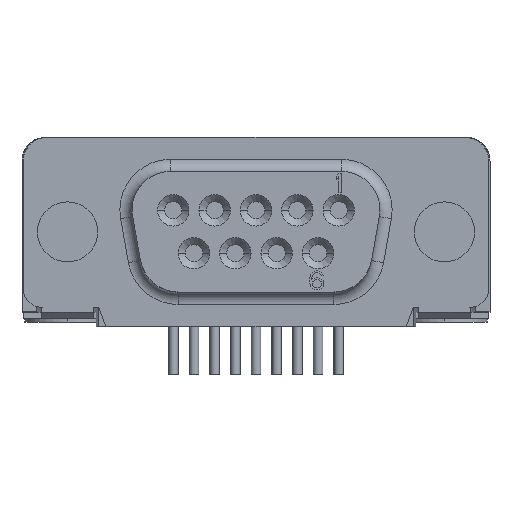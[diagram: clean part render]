
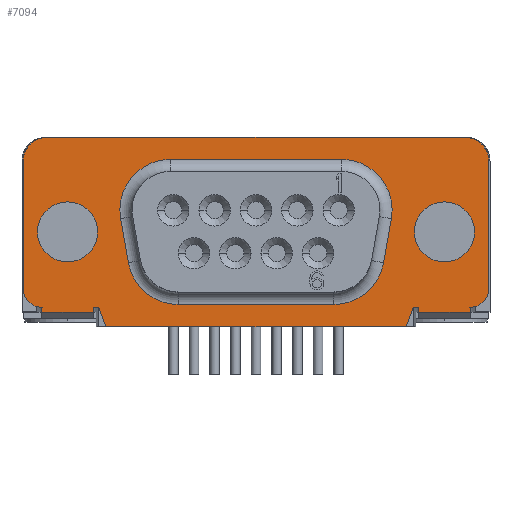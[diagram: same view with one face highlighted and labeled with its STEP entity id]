
A CAD part, top view. The second image highlights one B-rep face of the part: STEP entity #7094.
In plain terms, the highlighted planar face has unit normal (0, 0, 1).
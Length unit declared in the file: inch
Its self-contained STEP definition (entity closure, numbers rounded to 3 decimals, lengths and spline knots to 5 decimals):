
#182=DIRECTION('',(0.,-1.,0.));
#183=VECTOR('',#182,0.013);
#184=CARTESIAN_POINT('',(-0.4245,0.05,0.));
#185=LINE('',#184,#183);
#1185=DIRECTION('',(0.,-1.,0.));
#1186=VECTOR('',#1185,0.013);
#1187=CARTESIAN_POINT('',(0.4245,0.05,0.));
#1188=LINE('',#1187,#1186);
#1221=CARTESIAN_POINT('',(-0.558,0.1,0.));
#1222=DIRECTION('',(0.,0.,1.));
#1223=DIRECTION('',(-1.,0.,0.));
#1224=AXIS2_PLACEMENT_3D('',#1221,#1222,#1223);
#1226=DIRECTION('',(0.,-1.,0.));
#1227=VECTOR('',#1226,0.332);
#1228=CARTESIAN_POINT('',(-0.608,0.432,0.));
#1229=LINE('',#1228,#1227);
#1230=CARTESIAN_POINT('',(-0.546,0.432,0.));
#1231=DIRECTION('',(0.,0.,1.));
#1232=DIRECTION('',(0.,1.,0.));
#1233=AXIS2_PLACEMENT_3D('',#1230,#1231,#1232);
#1235=DIRECTION('',(-1.,0.,0.));
#1236=VECTOR('',#1235,1.092);
#1237=CARTESIAN_POINT('',(0.546,0.494,0.));
#1238=LINE('',#1237,#1236);
#1239=CARTESIAN_POINT('',(0.546,0.432,0.));
#1240=DIRECTION('',(0.,0.,1.));
#1241=DIRECTION('',(1.,0.,0.));
#1242=AXIS2_PLACEMENT_3D('',#1239,#1240,#1241);
#1244=DIRECTION('',(0.,1.,0.));
#1245=VECTOR('',#1244,0.332);
#1246=CARTESIAN_POINT('',(0.608,0.1,0.));
#1247=LINE('',#1246,#1245);
#1248=CARTESIAN_POINT('',(0.558,0.1,0.));
#1249=DIRECTION('',(0.,0.,1.));
#1250=DIRECTION('',(0.03,-1.,0.));
#1251=AXIS2_PLACEMENT_3D('',#1248,#1249,#1250);
#1253=DIRECTION('',(-1.,0.,0.));
#1254=VECTOR('',#1253,0.014);
#1255=CARTESIAN_POINT('',(0.4245,0.05,0.));
#1256=LINE('',#1255,#1254);
#1257=DIRECTION('',(-0.342,-0.94,0.));
#1258=VECTOR('',#1257,0.05321);
#1259=CARTESIAN_POINT('',(0.4105,0.05,0.));
#1260=LINE('',#1259,#1258);
#1261=DIRECTION('',(1.,0.,0.));
#1262=VECTOR('',#1261,0.7846);
#1263=CARTESIAN_POINT('',(-0.3923,0.,0.));
#1264=LINE('',#1263,#1262);
#1265=DIRECTION('',(-0.342,0.94,0.));
#1266=VECTOR('',#1265,0.05321);
#1267=CARTESIAN_POINT('',(-0.3923,0.,0.));
#1268=LINE('',#1267,#1266);
#1269=DIRECTION('',(-1.,0.,0.));
#1270=VECTOR('',#1269,0.014);
#1271=CARTESIAN_POINT('',(-0.4105,0.05,0.));
#1272=LINE('',#1271,#1270);
#1273=CARTESIAN_POINT('',(0.492,0.247,0.));
#1274=DIRECTION('',(0.,0.,1.));
#1275=DIRECTION('',(1.,0.,0.));
#1276=AXIS2_PLACEMENT_3D('',#1273,#1274,#1275);
#1278=CARTESIAN_POINT('',(0.492,0.247,0.));
#1279=DIRECTION('',(0.,0.,1.));
#1280=DIRECTION('',(-1.,0.,0.));
#1281=AXIS2_PLACEMENT_3D('',#1278,#1279,#1280);
#1283=CARTESIAN_POINT('',(-0.492,0.247,0.));
#1284=DIRECTION('',(0.,0.,1.));
#1285=DIRECTION('',(1.,0.,0.));
#1286=AXIS2_PLACEMENT_3D('',#1283,#1284,#1285);
#1288=CARTESIAN_POINT('',(-0.492,0.247,0.));
#1289=DIRECTION('',(0.,0.,1.));
#1290=DIRECTION('',(-1.,0.,0.));
#1291=AXIS2_PLACEMENT_3D('',#1288,#1289,#1290);
#2422=DIRECTION('',(0.,-1.,0.));
#2423=VECTOR('',#2422,0.01301);
#2424=CARTESIAN_POINT('',(0.5595,0.05001,0.));
#2425=LINE('',#2424,#2423);
#2510=DIRECTION('',(1.,0.,0.));
#2511=VECTOR('',#2510,0.135);
#2512=CARTESIAN_POINT('',(0.4245,0.037,0.));
#2513=LINE('',#2512,#2511);
#2550=DIRECTION('',(0.,-1.,0.));
#2551=VECTOR('',#2550,0.01301);
#2552=CARTESIAN_POINT('',(-0.5595,0.05001,0.));
#2553=LINE('',#2552,#2551);
#2570=DIRECTION('',(1.,0.,0.));
#2571=VECTOR('',#2570,0.135);
#2572=CARTESIAN_POINT('',(-0.5595,0.037,0.));
#2573=LINE('',#2572,#2571);
#2718=DIRECTION('',(-1.,0.,0.));
#2719=VECTOR('',#2718,0.447);
#2720=CARTESIAN_POINT('',(0.2235,0.4365,0.));
#2721=LINE('',#2720,#2719);
#2731=CARTESIAN_POINT('',(0.2235,0.3045,0.));
#2732=DIRECTION('',(0.,0.,1.));
#2733=DIRECTION('',(0.985,-0.174,0.));
#2734=AXIS2_PLACEMENT_3D('',#2731,#2732,#2733);
#2746=DIRECTION('',(0.174,0.985,0.));
#2747=VECTOR('',#2746,0.11677);
#2748=CARTESIAN_POINT('',(0.33322,0.16658,0.));
#2749=LINE('',#2748,#2747);
#2759=CARTESIAN_POINT('',(0.20322,0.1895,0.));
#2760=DIRECTION('',(0.,0.,1.));
#2761=DIRECTION('',(0.,-1.,0.));
#2762=AXIS2_PLACEMENT_3D('',#2759,#2760,#2761);
#2774=DIRECTION('',(1.,0.,0.));
#2775=VECTOR('',#2774,0.40644);
#2776=CARTESIAN_POINT('',(-0.20322,0.0575,0.));
#2777=LINE('',#2776,#2775);
#2787=CARTESIAN_POINT('',(-0.20322,0.1895,0.));
#2788=DIRECTION('',(0.,0.,1.));
#2789=DIRECTION('',(-0.985,-0.174,0.));
#2790=AXIS2_PLACEMENT_3D('',#2787,#2788,#2789);
#2802=DIRECTION('',(0.174,-0.985,0.));
#2803=VECTOR('',#2802,0.11677);
#2804=CARTESIAN_POINT('',(-0.35349,0.28158,0.));
#2805=LINE('',#2804,#2803);
#2815=CARTESIAN_POINT('',(-0.2235,0.3045,0.));
#2816=DIRECTION('',(0.,0.,1.));
#2817=DIRECTION('',(0.,1.,0.));
#2818=AXIS2_PLACEMENT_3D('',#2815,#2816,#2817);
#4307=CARTESIAN_POINT('',(0.608,0.432,0.));
#4308=CARTESIAN_POINT('',(0.546,0.494,0.));
#4309=VERTEX_POINT('',#4307);
#4310=VERTEX_POINT('',#4308);
#4311=CARTESIAN_POINT('',(-0.546,0.494,0.));
#4312=VERTEX_POINT('',#4311);
#4313=CARTESIAN_POINT('',(-0.608,0.432,0.));
#4314=VERTEX_POINT('',#4313);
#4364=CARTESIAN_POINT('',(0.3923,0.,0.));
#4365=VERTEX_POINT('',#4364);
#4366=CARTESIAN_POINT('',(-0.3923,0.,0.));
#4367=VERTEX_POINT('',#4366);
#4376=CARTESIAN_POINT('',(0.4105,0.05,0.));
#4377=VERTEX_POINT('',#4376);
#4378=CARTESIAN_POINT('',(-0.4105,0.05,0.));
#4379=VERTEX_POINT('',#4378);
#4381=CARTESIAN_POINT('',(0.608,0.1,0.));
#4383=VERTEX_POINT('',#4381);
#4385=CARTESIAN_POINT('',(-0.608,0.1,0.));
#4387=VERTEX_POINT('',#4385);
#4412=CARTESIAN_POINT('',(0.2235,0.4365,0.));
#4413=CARTESIAN_POINT('',(-0.2235,0.4365,0.));
#4414=VERTEX_POINT('',#4412);
#4415=VERTEX_POINT('',#4413);
#4420=CARTESIAN_POINT('',(0.35349,0.28158,0.));
#4421=VERTEX_POINT('',#4420);
#4424=CARTESIAN_POINT('',(0.33322,0.16658,0.));
#4425=VERTEX_POINT('',#4424);
#4428=CARTESIAN_POINT('',(0.20322,0.0575,0.));
#4429=VERTEX_POINT('',#4428);
#4432=CARTESIAN_POINT('',(-0.20322,0.0575,0.));
#4433=VERTEX_POINT('',#4432);
#4436=CARTESIAN_POINT('',(-0.33322,0.16658,0.));
#4437=VERTEX_POINT('',#4436);
#4440=CARTESIAN_POINT('',(-0.35349,0.28158,0.));
#4441=VERTEX_POINT('',#4440);
#4682=CARTESIAN_POINT('',(0.4245,0.037,0.));
#4684=VERTEX_POINT('',#4682);
#4692=CARTESIAN_POINT('',(0.5595,0.05001,0.));
#4693=CARTESIAN_POINT('',(0.5595,0.037,0.));
#4694=VERTEX_POINT('',#4692);
#4695=VERTEX_POINT('',#4693);
#4710=CARTESIAN_POINT('',(0.4245,0.05,0.));
#4711=VERTEX_POINT('',#4710);
#4768=CARTESIAN_POINT('',(0.5705,0.247,0.));
#4769=CARTESIAN_POINT('',(0.4135,0.247,0.));
#4770=VERTEX_POINT('',#4768);
#4771=VERTEX_POINT('',#4769);
#4962=CARTESIAN_POINT('',(-0.5595,0.05001,0.));
#4963=CARTESIAN_POINT('',(-0.5595,0.037,0.));
#4964=VERTEX_POINT('',#4962);
#4965=VERTEX_POINT('',#4963);
#4974=CARTESIAN_POINT('',(-0.4245,0.037,0.));
#4976=VERTEX_POINT('',#4974);
#4988=CARTESIAN_POINT('',(-0.4245,0.05,0.));
#4989=VERTEX_POINT('',#4988);
#5048=CARTESIAN_POINT('',(-0.4135,0.247,0.));
#5049=CARTESIAN_POINT('',(-0.5705,0.247,0.));
#5050=VERTEX_POINT('',#5048);
#5051=VERTEX_POINT('',#5049);
#7028=CARTESIAN_POINT('',(0.,0.,0.));
#7029=DIRECTION('',(0.,0.,1.));
#7030=DIRECTION('',(1.,0.,0.));
#7031=AXIS2_PLACEMENT_3D('',#7028,#7029,#7030);
#7032=PLANE('',#7031);
#7034=ORIENTED_EDGE('',*,*,#7033,.F.);
#7036=ORIENTED_EDGE('',*,*,#7035,.F.);
#7038=ORIENTED_EDGE('',*,*,#7037,.F.);
#7040=ORIENTED_EDGE('',*,*,#7039,.F.);
#7042=ORIENTED_EDGE('',*,*,#7041,.F.);
#7044=ORIENTED_EDGE('',*,*,#7043,.F.);
#7046=ORIENTED_EDGE('',*,*,#7045,.F.);
#7048=ORIENTED_EDGE('',*,*,#7047,.T.);
#7050=ORIENTED_EDGE('',*,*,#7049,.F.);
#7051=ORIENTED_EDGE('',*,*,#6983,.F.);
#7052=ORIENTED_EDGE('',*,*,#7010,.T.);
#7053=ORIENTED_EDGE('',*,*,#7021,.T.);
#7054=ORIENTED_EDGE('',*,*,#5515,.F.);
#7055=ORIENTED_EDGE('',*,*,#5554,.T.);
#7056=ORIENTED_EDGE('',*,*,#5566,.T.);
#7057=ORIENTED_EDGE('',*,*,#5595,.T.);
#7059=ORIENTED_EDGE('',*,*,#7058,.F.);
#7061=ORIENTED_EDGE('',*,*,#7060,.F.);
#7062=EDGE_LOOP('',(#7034,#7036,#7038,#7040,#7042,#7044,#7046,#7048,#7050,#7051,
#7052,#7053,#7054,#7055,#7056,#7057,#7059,#7061));
#7063=FACE_OUTER_BOUND('',#7062,.F.);
#7065=ORIENTED_EDGE('',*,*,#7064,.T.);
#7067=ORIENTED_EDGE('',*,*,#7066,.T.);
#7068=EDGE_LOOP('',(#7065,#7067));
#7069=FACE_BOUND('',#7068,.F.);
#7071=ORIENTED_EDGE('',*,*,#7070,.T.);
#7073=ORIENTED_EDGE('',*,*,#7072,.T.);
#7074=EDGE_LOOP('',(#7071,#7073));
#7075=FACE_BOUND('',#7074,.F.);
#7077=ORIENTED_EDGE('',*,*,#7076,.T.);
#7079=ORIENTED_EDGE('',*,*,#7078,.T.);
#7081=ORIENTED_EDGE('',*,*,#7080,.T.);
#7083=ORIENTED_EDGE('',*,*,#7082,.T.);
#7085=ORIENTED_EDGE('',*,*,#7084,.T.);
#7087=ORIENTED_EDGE('',*,*,#7086,.T.);
#7089=ORIENTED_EDGE('',*,*,#7088,.T.);
#7091=ORIENTED_EDGE('',*,*,#7090,.T.);
#7092=EDGE_LOOP('',(#7077,#7079,#7081,#7083,#7085,#7087,#7089,#7091));
#7093=FACE_BOUND('',#7092,.F.);
#1225=CIRCLE('',#1224,0.05);
#1234=CIRCLE('',#1233,0.062);
#1243=CIRCLE('',#1242,0.062);
#1252=CIRCLE('',#1251,0.05);
#1277=CIRCLE('',#1276,0.0785);
#1282=CIRCLE('',#1281,0.0785);
#1287=CIRCLE('',#1286,0.0785);
#1292=CIRCLE('',#1291,0.0785);
#2735=CIRCLE('',#2734,0.132);
#2763=CIRCLE('',#2762,0.132);
#2791=CIRCLE('',#2790,0.132);
#2819=CIRCLE('',#2818,0.132);
#5515=EDGE_CURVE('',#4367,#4365,#1264,.T.);
#5554=EDGE_CURVE('',#4367,#4379,#1268,.T.);
#5566=EDGE_CURVE('',#4379,#4989,#1272,.T.);
#5595=EDGE_CURVE('',#4989,#4976,#185,.T.);
#6983=EDGE_CURVE('',#4711,#4684,#1188,.T.);
#7010=EDGE_CURVE('',#4711,#4377,#1256,.T.);
#7021=EDGE_CURVE('',#4377,#4365,#1260,.T.);
#7033=EDGE_CURVE('',#4387,#4964,#1225,.T.);
#7035=EDGE_CURVE('',#4314,#4387,#1229,.T.);
#7037=EDGE_CURVE('',#4312,#4314,#1234,.T.);
#7039=EDGE_CURVE('',#4310,#4312,#1238,.T.);
#7041=EDGE_CURVE('',#4309,#4310,#1243,.T.);
#7043=EDGE_CURVE('',#4383,#4309,#1247,.T.);
#7045=EDGE_CURVE('',#4694,#4383,#1252,.T.);
#7047=EDGE_CURVE('',#4694,#4695,#2425,.T.);
#7049=EDGE_CURVE('',#4684,#4695,#2513,.T.);
#7058=EDGE_CURVE('',#4965,#4976,#2573,.T.);
#7060=EDGE_CURVE('',#4964,#4965,#2553,.T.);
#7064=EDGE_CURVE('',#4770,#4771,#1277,.T.);
#7066=EDGE_CURVE('',#4771,#4770,#1282,.T.);
#7070=EDGE_CURVE('',#5050,#5051,#1287,.T.);
#7072=EDGE_CURVE('',#5051,#5050,#1292,.T.);
#7076=EDGE_CURVE('',#4414,#4415,#2721,.T.);
#7078=EDGE_CURVE('',#4415,#4441,#2819,.T.);
#7080=EDGE_CURVE('',#4441,#4437,#2805,.T.);
#7082=EDGE_CURVE('',#4437,#4433,#2791,.T.);
#7084=EDGE_CURVE('',#4433,#4429,#2777,.T.);
#7086=EDGE_CURVE('',#4429,#4425,#2763,.T.);
#7088=EDGE_CURVE('',#4425,#4421,#2749,.T.);
#7090=EDGE_CURVE('',#4421,#4414,#2735,.T.);
#7094=ADVANCED_FACE('',(#7063,#7069,#7075,#7093),#7032,.T.);
